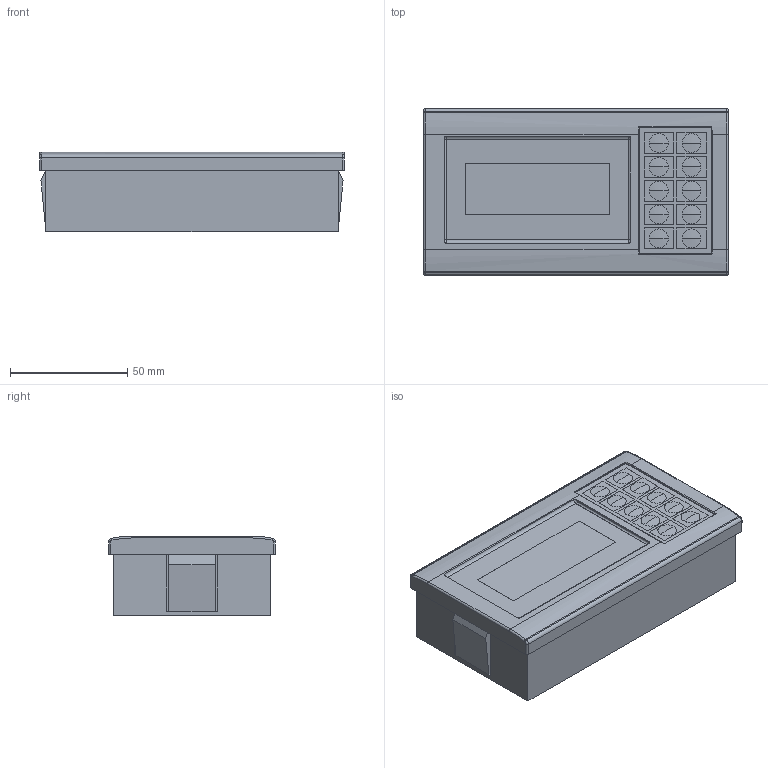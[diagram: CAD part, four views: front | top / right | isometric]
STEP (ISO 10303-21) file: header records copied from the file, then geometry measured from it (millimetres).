
FILE_DESCRIPTION (( 'STEP AP214' ), '1' );
FILE_NAME ('DV-1000.STEP', '2011-04-11T13:16:02', ( '.adc' ), ( '' ), 'SwSTEP 2.0', 'SolidWorks 2009', '' );
FILE_SCHEMA (( 'AUTOMOTIVE_DESIGN' ));
Length unit declared in the file: inch
Products named in the file (1): DV-1000
Bounding box: 130.05 x 71.12 x 34.04 mm (x, y, z)
Volume: 283387.7 mm3; surface area: 32628.8 mm2
Topology: 1 solids, 1 shells, 200 faces, 479 edges, 306 vertices
Faces by surface type: plane 126, cylinder 42, sphere 20, torus 12
Entity records: 7071 total; most frequent: CARTESIAN_POINT 1038, DIRECTION 979, ORIENTED_EDGE 958, EDGE_CURVE 479, LINE 357, VECTOR 357, AXIS2_PLACEMENT_3D 311, VERTEX_POINT 306
